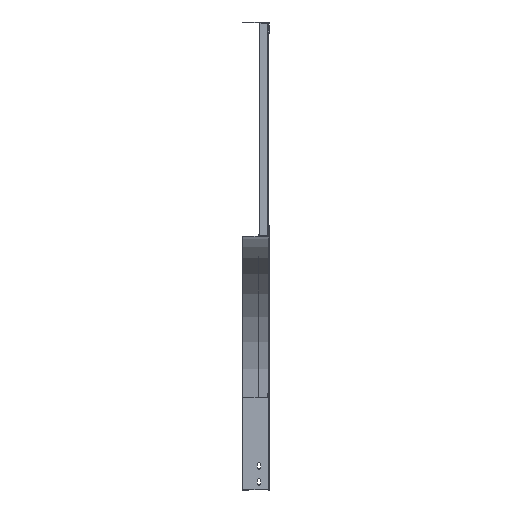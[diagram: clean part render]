
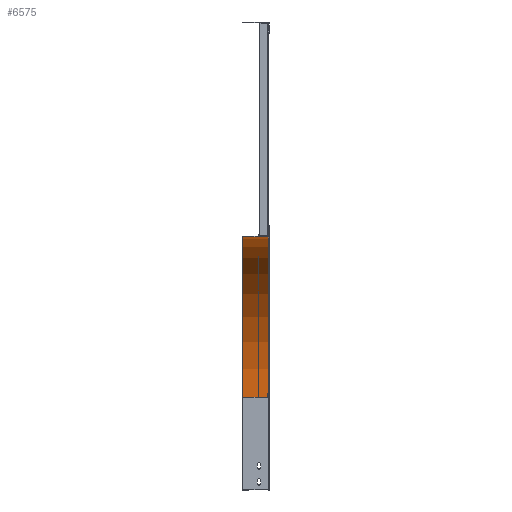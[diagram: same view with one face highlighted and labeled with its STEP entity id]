
A CAD part, left-side view. The second image highlights one B-rep face of the part: STEP entity #6575.
In plain terms, the highlighted cylindrical face has radius 298.8 mm (diameter 597.6 mm), a partial arc.
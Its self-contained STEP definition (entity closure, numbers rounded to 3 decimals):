
#2436 = CARTESIAN_POINT ( 'NONE',  ( -201.2, -18., -301.4 ) ) ;
#2451 = CARTESIAN_POINT ( 'NONE',  ( -201.2, 30.201, -301.4 ) ) ;
#2477 = CARTESIAN_POINT ( 'NONE',  ( -500., -18., -2.6 ) ) ;
#2493 = CARTESIAN_POINT ( 'NONE',  ( -500., 30.201, -2.6 ) ) ;
#3642 = AXIS2_PLACEMENT_3D ( 'NONE', #9147, #9148, #9149 ) ;
#3718 = AXIS2_PLACEMENT_3D ( 'NONE', #5807, #5808, #5809 ) ;
#4177 = AXIS2_PLACEMENT_3D ( 'NONE', #12596, #12598, #12600 ) ;
#4228 = LINE ( 'NONE', #8095, #4231 ) ;
#4231 = VECTOR ( 'NONE', #8096, 1000. ) ;
#5807 = CARTESIAN_POINT ( 'NONE',  ( -500., -18., -301.4 ) ) ;
#5808 = DIRECTION ( 'NONE',  ( 0., 1., 0. ) ) ;
#5809 = DIRECTION ( 'NONE',  ( 1., 0., 0. ) ) ;
#6044 = FACE_OUTER_BOUND ( 'NONE', #8342, .T. ) ;
#6049 = CYLINDRICAL_SURFACE ( 'NONE', #4177, 298.8 ) ;
#6575 = ADVANCED_FACE ( 'NONE', ( #6044 ), #6049, .F. ) ;
#7201 = EDGE_CURVE ( 'NONE', #9647, #9606, #11933, .T. ) ;
#7630 = EDGE_CURVE ( 'NONE', #9663, #9621, #8825, .T. ) ;
#7699 = EDGE_CURVE ( 'NONE', #9606, #9621, #8948, .T. ) ;
#7788 = EDGE_CURVE ( 'NONE', #9663, #9647, #4228, .T. ) ;
#7846 = CARTESIAN_POINT ( 'NONE',  ( -201.2, 14.26, -301.4 ) ) ;
#7849 = DIRECTION ( 'NONE',  ( 0., 1., 0. ) ) ;
#8095 = CARTESIAN_POINT ( 'NONE',  ( -500., -18., -2.6 ) ) ;
#8096 = DIRECTION ( 'NONE',  ( 0., -1., 0. ) ) ;
#8342 = EDGE_LOOP ( 'NONE', ( #10641, #10640, #10638, #10636 ) ) ;
#8825 = CIRCLE ( 'NONE', #3642, 298.8 ) ;
#8948 = LINE ( 'NONE', #7846, #8951 ) ;
#8951 = VECTOR ( 'NONE', #7849, 1000. ) ;
#9147 = CARTESIAN_POINT ( 'NONE',  ( -500., 30.201, -301.4 ) ) ;
#9148 = DIRECTION ( 'NONE',  ( 0., 1., 0. ) ) ;
#9149 = DIRECTION ( 'NONE',  ( 1., 0., 0. ) ) ;
#9606 = VERTEX_POINT ( 'NONE', #2436 ) ;
#9621 = VERTEX_POINT ( 'NONE', #2451 ) ;
#9647 = VERTEX_POINT ( 'NONE', #2477 ) ;
#9663 = VERTEX_POINT ( 'NONE', #2493 ) ;
#10636 = ORIENTED_EDGE ( 'NONE', *, *, #7699, .F. ) ;
#10638 = ORIENTED_EDGE ( 'NONE', *, *, #7630, .T. ) ;
#10640 = ORIENTED_EDGE ( 'NONE', *, *, #7788, .F. ) ;
#10641 = ORIENTED_EDGE ( 'NONE', *, *, #7201, .F. ) ;
#11933 = CIRCLE ( 'NONE', #3718, 298.8 ) ;
#12596 = CARTESIAN_POINT ( 'NONE',  ( -500., -19.8, -301.4 ) ) ;
#12598 = DIRECTION ( 'NONE',  ( 0., 1., 0. ) ) ;
#12600 = DIRECTION ( 'NONE',  ( 1., 0., 0. ) ) ;
